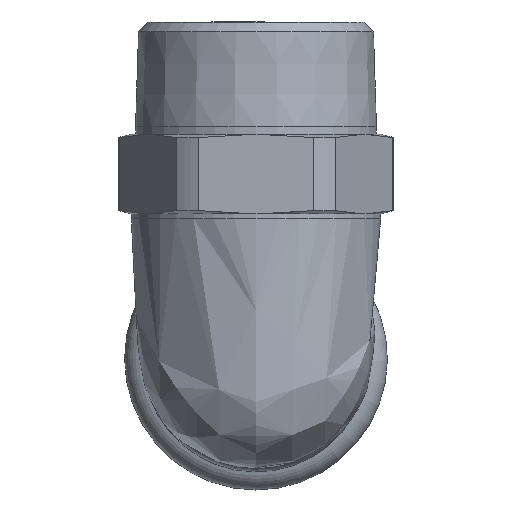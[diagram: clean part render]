
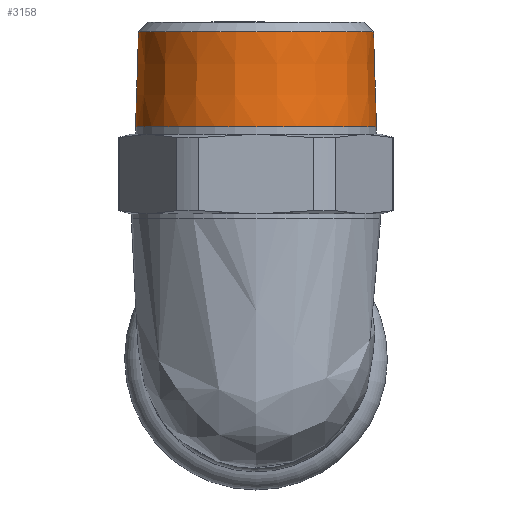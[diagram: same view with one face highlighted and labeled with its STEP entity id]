
A CAD part, left-side view. The second image highlights one B-rep face of the part: STEP entity #3158.
In plain terms, the highlighted conical face has half-angle 1.78 degrees and reference radius 23.824 mm.
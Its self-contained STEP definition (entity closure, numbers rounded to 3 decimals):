
#459=CONICAL_SURFACE('',#3385,23.824,0.031);
#476=LINE('',#4168,#626);
#626=VECTOR('',#3620,23.824);
#794=FACE_OUTER_BOUND('',#980,.T.);
#980=EDGE_LOOP('',(#2155,#2156,#2157,#2158,#2159,#2160));
#1197=CIRCLE('',#3383,23.56);
#1198=CIRCLE('',#3384,23.56);
#1199=CIRCLE('',#3386,24.15);
#1200=CIRCLE('',#3387,24.15);
#1282=VERTEX_POINT('',#4161);
#1283=VERTEX_POINT('',#4163);
#1284=VERTEX_POINT('',#4167);
#1285=VERTEX_POINT('',#4169);
#1631=EDGE_CURVE('',#1282,#1283,#1197,.T.);
#1632=EDGE_CURVE('',#1283,#1282,#1198,.T.);
#1633=EDGE_CURVE('',#1283,#1284,#476,.T.);
#1634=EDGE_CURVE('',#1284,#1285,#1199,.T.);
#1635=EDGE_CURVE('',#1285,#1284,#1200,.T.);
#2155=ORIENTED_EDGE('',*,*,#1631,.F.);
#2156=ORIENTED_EDGE('',*,*,#1632,.F.);
#2157=ORIENTED_EDGE('',*,*,#1633,.T.);
#2158=ORIENTED_EDGE('',*,*,#1634,.T.);
#2159=ORIENTED_EDGE('',*,*,#1635,.T.);
#2160=ORIENTED_EDGE('',*,*,#1633,.F.);
#3158=ADVANCED_FACE('',(#794),#459,.T.);
#3383=AXIS2_PLACEMENT_3D('',#4164,#3614,#3615);
#3384=AXIS2_PLACEMENT_3D('',#4165,#3616,#3617);
#3385=AXIS2_PLACEMENT_3D('',#4166,#3618,#3619);
#3386=AXIS2_PLACEMENT_3D('',#4170,#3621,#3622);
#3387=AXIS2_PLACEMENT_3D('',#4171,#3623,#3624);
#3614=DIRECTION('center_axis',(0.,0.,
1.));
#3615=DIRECTION('ref_axis',(0.,-1.,0.));
#3616=DIRECTION('center_axis',(0.,0.,
1.));
#3617=DIRECTION('ref_axis',(0.,-1.,0.));
#3618=DIRECTION('center_axis',(0.,0.,
-1.));
#3619=DIRECTION('ref_axis',(0.,1.,0.));
#3620=DIRECTION('',(0.,-0.031,-1.));
#3621=DIRECTION('center_axis',(0.,0.,
1.));
#3622=DIRECTION('ref_axis',(0.,1.,0.));
#3623=DIRECTION('center_axis',(0.,0.,
1.));
#3624=DIRECTION('ref_axis',(0.,1.,0.));
#4161=CARTESIAN_POINT('',(0.,23.56,65.501));
#4163=CARTESIAN_POINT('',(0.,-23.56,65.501));
#4164=CARTESIAN_POINT('Origin',(0.,0.,
65.501));
#4165=CARTESIAN_POINT('Origin',(0.,0.,
65.501));
#4166=CARTESIAN_POINT('Origin',(0.,0.,
57.));
#4167=CARTESIAN_POINT('',(0.,-24.15,46.5));
#4168=CARTESIAN_POINT('',(0.,-23.824,57.));
#4169=CARTESIAN_POINT('',(0.,24.15,46.5));
#4170=CARTESIAN_POINT('Origin',(0.,0.,
46.5));
#4171=CARTESIAN_POINT('Origin',(0.,0.,
46.5));
